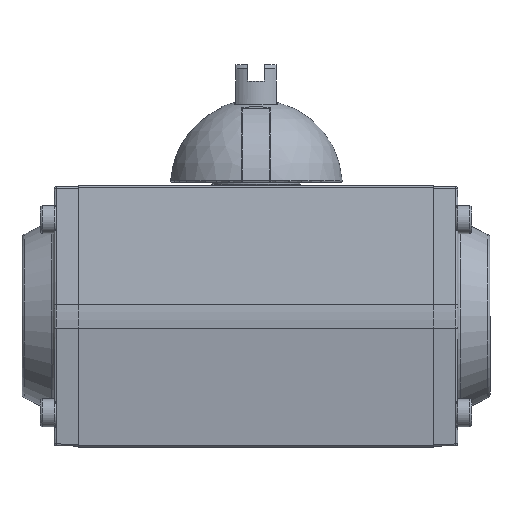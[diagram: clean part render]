
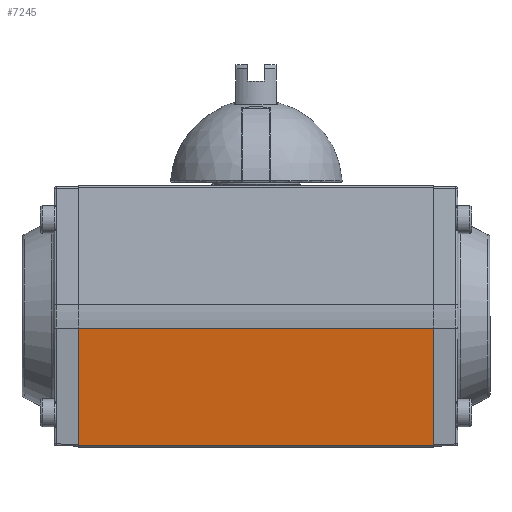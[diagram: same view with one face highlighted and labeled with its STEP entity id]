
A CAD part, left-side view. The second image highlights one B-rep face of the part: STEP entity #7245.
In plain terms, the highlighted planar face has unit normal (-0.994, 0, -0.112).
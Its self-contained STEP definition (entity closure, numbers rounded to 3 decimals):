
#442=LINE('',#12657,#950);
#482=LINE('',#12886,#990);
#483=LINE('',#12890,#991);
#484=LINE('',#12892,#992);
#950=VECTOR('',#9421,1000.);
#990=VECTOR('',#9545,1000.);
#991=VECTOR('',#9550,1000.);
#992=VECTOR('',#9551,1000.);
#2240=ORIENTED_EDGE('',*,*,#3843,.F.);
#2241=ORIENTED_EDGE('',*,*,#3841,.F.);
#2242=ORIENTED_EDGE('',*,*,#3766,.T.);
#2243=ORIENTED_EDGE('',*,*,#3844,.T.);
#3766=EDGE_CURVE('',#4745,#4744,#442,.T.);
#3841=EDGE_CURVE('',#4745,#4806,#482,.T.);
#3843=EDGE_CURVE('',#4806,#4807,#483,.T.);
#3844=EDGE_CURVE('',#4744,#4807,#484,.T.);
#4744=VERTEX_POINT('',#12656);
#4745=VERTEX_POINT('',#12658);
#4806=VERTEX_POINT('',#12887);
#4807=VERTEX_POINT('',#12891);
#6002=EDGE_LOOP('',(#2240,#2241,#2242,#2243));
#6553=FACE_BOUND('',#6002,.T.);
#6946=PLANE('',#8092);
#7245=ADVANCED_FACE('',(#6553),#6946,.T.);
#8092=AXIS2_PLACEMENT_3D('',#12889,#9548,#9549);
#9421=DIRECTION('',(-0.112,0.,0.994));
#9545=DIRECTION('',(0.,1.,0.));
#9548=DIRECTION('',(-0.994,0.,-0.112));
#9549=DIRECTION('',(-0.112,0.,0.994));
#9550=DIRECTION('',(-0.112,0.,0.994));
#9551=DIRECTION('',(0.,1.,0.));
#12656=CARTESIAN_POINT('',(-26.333,-44.1,-2.972));
#12657=CARTESIAN_POINT('',(-23.,-44.1,-32.5));
#12658=CARTESIAN_POINT('',(-23.05,-44.1,-32.056));
#12886=CARTESIAN_POINT('',(-23.05,-44.1,-32.056));
#12887=CARTESIAN_POINT('',(-23.05,44.1,-32.056));
#12889=CARTESIAN_POINT('',(-23.,-44.1,-32.5));
#12890=CARTESIAN_POINT('',(-23.,44.1,-32.5));
#12891=CARTESIAN_POINT('',(-26.333,44.1,-2.972));
#12892=CARTESIAN_POINT('',(-26.333,-44.1,-2.972));
